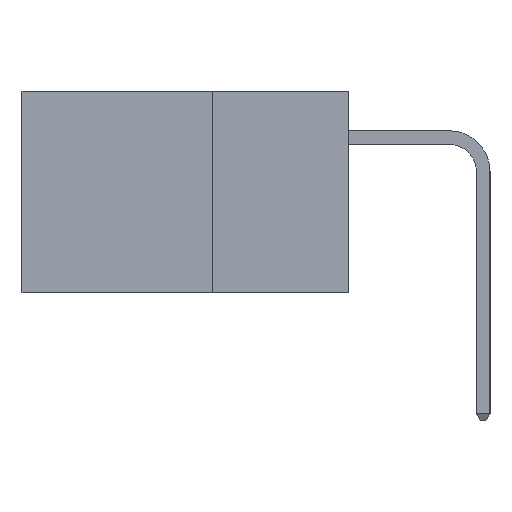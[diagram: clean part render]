
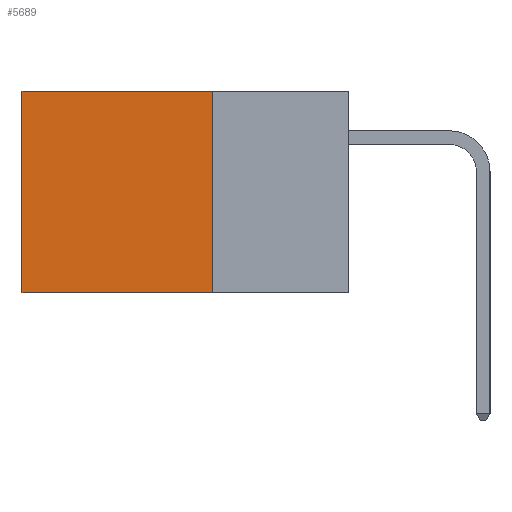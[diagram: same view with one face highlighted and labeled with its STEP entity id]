
A CAD part, left-side view. The second image highlights one B-rep face of the part: STEP entity #5689.
In plain terms, the highlighted planar face has unit normal (-1, 0, 0).
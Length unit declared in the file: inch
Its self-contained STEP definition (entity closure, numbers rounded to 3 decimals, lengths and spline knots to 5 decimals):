
#136 = CARTESIAN_POINT ( 'NONE',  ( 0.2875, 0.25, -0.37 ) ) ;
#394 = EDGE_CURVE ( 'NONE', #1534, #1931, #3924, .T. ) ;
#614 = LINE ( 'NONE', #6692, #2552 ) ;
#787 = DIRECTION ( 'NONE',  ( 0., 1., 0. ) ) ;
#821 = CARTESIAN_POINT ( 'NONE',  ( 0.2875, 0.25, -0.37 ) ) ;
#1534 = VERTEX_POINT ( 'NONE', #8558 ) ;
#1552 = CARTESIAN_POINT ( 'NONE',  ( 0.2875, 0.6, -0.37 ) ) ;
#1882 = DIRECTION ( 'NONE',  ( 0., 0., -1. ) ) ;
#1892 = DIRECTION ( 'NONE',  ( 1., 0., 0. ) ) ;
#1931 = VERTEX_POINT ( 'NONE', #1552 ) ;
#1956 = CARTESIAN_POINT ( 'NONE',  ( 0.2875, 0.25, 0. ) ) ;
#2057 = PLANE ( 'NONE',  #6183 ) ;
#2552 = VECTOR ( 'NONE', #2938, 39.37008 ) ;
#2597 = EDGE_CURVE ( 'NONE', #3018, #2773, #6579, .T. ) ;
#2773 = VERTEX_POINT ( 'NONE', #136 ) ;
#2938 = DIRECTION ( 'NONE',  ( 0., 1., 0. ) ) ;
#3018 = VERTEX_POINT ( 'NONE', #3568 ) ;
#3568 = CARTESIAN_POINT ( 'NONE',  ( 0.2875, 0.25, 0. ) ) ;
#3924 = LINE ( 'NONE', #5190, #7736 ) ;
#4533 = DIRECTION ( 'NONE',  ( 0., 0., -1. ) ) ;
#5159 = LINE ( 'NONE', #821, #8728 ) ;
#5190 = CARTESIAN_POINT ( 'NONE',  ( 0.2875, 0.6, 0. ) ) ;
#5689 = ADVANCED_FACE ( 'NONE', ( #6751 ), #2057, .F. ) ;
#5888 = EDGE_CURVE ( 'NONE', #2773, #1931, #5159, .T. ) ;
#5910 = ORIENTED_EDGE ( 'NONE', *, *, #394, .T. ) ;
#5916 = ORIENTED_EDGE ( 'NONE', *, *, #5888, .F. ) ;
#5939 = ORIENTED_EDGE ( 'NONE', *, *, #2597, .F. ) ;
#5946 = ORIENTED_EDGE ( 'NONE', *, *, #9338, .T. ) ;
#6183 = AXIS2_PLACEMENT_3D ( 'NONE', #1956, #1892, #1882 ) ;
#6579 = LINE ( 'NONE', #9274, #8075 ) ;
#6692 = CARTESIAN_POINT ( 'NONE',  ( 0.2875, 0.25, 0. ) ) ;
#6751 = FACE_OUTER_BOUND ( 'NONE', #7649, .T. ) ;
#7649 = EDGE_LOOP ( 'NONE', ( #5910, #5916, #5939, #5946 ) ) ;
#7736 = VECTOR ( 'NONE', #4533, 39.37008 ) ;
#8075 = VECTOR ( 'NONE', #8563, 39.37008 ) ;
#8558 = CARTESIAN_POINT ( 'NONE',  ( 0.2875, 0.6, 0. ) ) ;
#8563 = DIRECTION ( 'NONE',  ( 0., 0., -1. ) ) ;
#8728 = VECTOR ( 'NONE', #787, 39.37008 ) ;
#9274 = CARTESIAN_POINT ( 'NONE',  ( 0.2875, 0.25, 0. ) ) ;
#9338 = EDGE_CURVE ( 'NONE', #3018, #1534, #614, .T. ) ;
